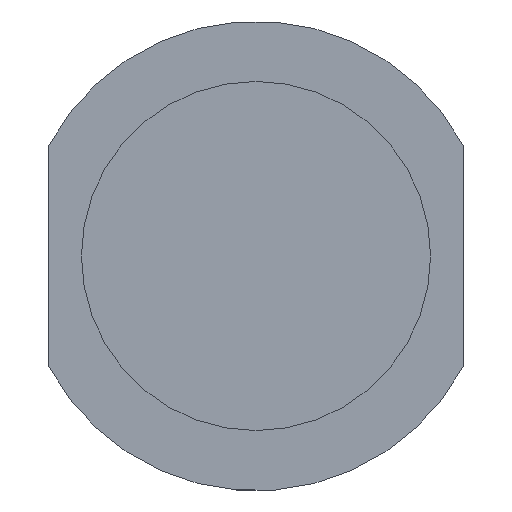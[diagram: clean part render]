
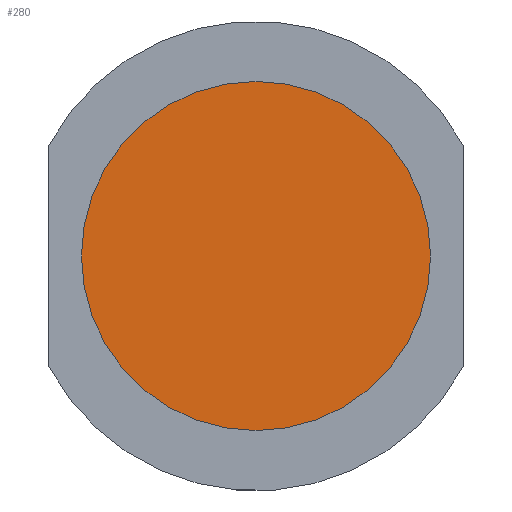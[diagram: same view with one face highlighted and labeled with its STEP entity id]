
A CAD part, left-side view. The second image highlights one B-rep face of the part: STEP entity #280.
In plain terms, the highlighted planar face has unit normal (-1, 0, 0).
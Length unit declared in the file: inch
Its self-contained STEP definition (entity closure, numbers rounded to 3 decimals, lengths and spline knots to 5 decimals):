
#67 = DIRECTION ( 'NONE',  ( 1., 0., 0. ) ) ;
#83 = VERTEX_POINT ( 'NONE', #451 ) ;
#84 = EDGE_CURVE ( 'NONE', #366, #83, #336, .T. ) ;
#93 = CARTESIAN_POINT ( 'NONE',  ( -8.55143, 0., 0. ) ) ;
#97 = DIRECTION ( 'NONE',  ( -1., 0., 0. ) ) ;
#143 = CARTESIAN_POINT ( 'NONE',  ( -8.55143, 0., 0. ) ) ;
#156 = AXIS2_PLACEMENT_3D ( 'NONE', #250, #67, #378 ) ;
#167 = EDGE_LOOP ( 'NONE', ( #169, #420 ) ) ;
#169 = ORIENTED_EDGE ( 'NONE', *, *, #456, .F. ) ;
#250 = CARTESIAN_POINT ( 'NONE',  ( -8.55143, 0., 0. ) ) ;
#280 = ADVANCED_FACE ( 'NONE', ( #580 ), #510, .T. ) ;
#336 = CIRCLE ( 'NONE', #156, 0.11614 ) ;
#365 = DIRECTION ( 'NONE',  ( 1., 0., 0. ) ) ;
#366 = VERTEX_POINT ( 'NONE', #651 ) ;
#378 = DIRECTION ( 'NONE',  ( 0., 1., 0. ) ) ;
#420 = ORIENTED_EDGE ( 'NONE', *, *, #84, .F. ) ;
#451 = CARTESIAN_POINT ( 'NONE',  ( -8.55143, 0.11614, 0. ) ) ;
#456 = EDGE_CURVE ( 'NONE', #83, #366, #575, .T. ) ;
#510 = PLANE ( 'NONE',  #671 ) ;
#518 = DIRECTION ( 'NONE',  ( 0., -1., 0. ) ) ;
#575 = CIRCLE ( 'NONE', #755, 0.11614 ) ;
#580 = FACE_OUTER_BOUND ( 'NONE', #167, .T. ) ;
#651 = CARTESIAN_POINT ( 'NONE',  ( -8.55143, -0.11614, 0. ) ) ;
#671 = AXIS2_PLACEMENT_3D ( 'NONE', #93, #97, #518 ) ;
#738 = DIRECTION ( 'NONE',  ( 0., 1., 0. ) ) ;
#755 = AXIS2_PLACEMENT_3D ( 'NONE', #143, #365, #738 ) ;
